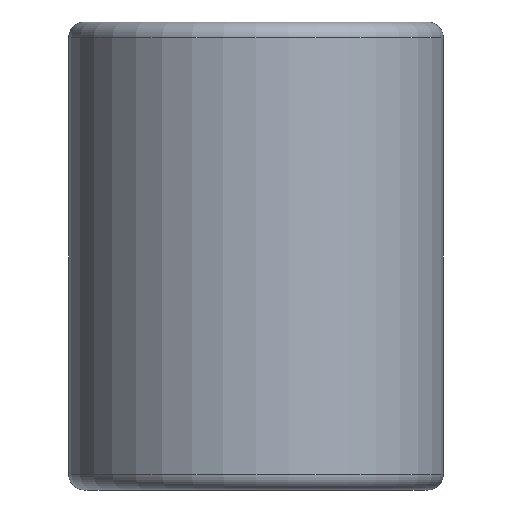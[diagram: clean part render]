
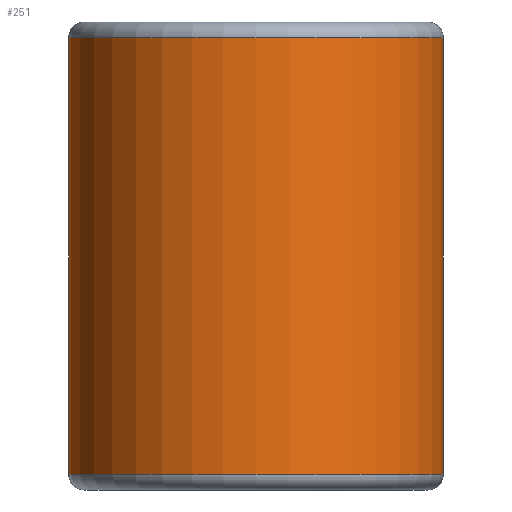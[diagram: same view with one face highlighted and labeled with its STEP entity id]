
A CAD part, front view. The second image highlights one B-rep face of the part: STEP entity #251.
In plain terms, the highlighted cylindrical face has radius 12.012 mm (diameter 24.023 mm), a partial arc.
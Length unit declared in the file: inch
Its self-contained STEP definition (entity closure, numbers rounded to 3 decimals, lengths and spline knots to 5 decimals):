
#4 = CARTESIAN_POINT ( 'NONE',  ( -0.4729, 0., -1.1411 ) ) ;
#25 = DIRECTION ( 'NONE',  ( 1., 0., 0. ) ) ;
#37 = CARTESIAN_POINT ( 'NONE',  ( 0., 0., -1.1411 ) ) ;
#42 = DIRECTION ( 'NONE',  ( 0., 0., 1. ) ) ;
#58 = VECTOR ( 'NONE', #268, 39.37008 ) ;
#59 = DIRECTION ( 'NONE',  ( 0., 0., 1. ) ) ;
#61 = LINE ( 'NONE', #228, #58 ) ;
#65 = CARTESIAN_POINT ( 'NONE',  ( 0., 0., -0.04 ) ) ;
#69 = VECTOR ( 'NONE', #59, 39.37008 ) ;
#72 = CIRCLE ( 'NONE', #91, 0.4729 ) ;
#73 = LINE ( 'NONE', #103, #69 ) ;
#87 = CYLINDRICAL_SURFACE ( 'NONE', #226, 0.4729 ) ;
#91 = AXIS2_PLACEMENT_3D ( 'NONE', #37, #42, #25 ) ;
#92 = FACE_OUTER_BOUND ( 'NONE', #273, .T. ) ;
#103 = CARTESIAN_POINT ( 'NONE',  ( -0.4729, 0., -1.1811 ) ) ;
#114 = CARTESIAN_POINT ( 'NONE',  ( 0., 0., -1.1811 ) ) ;
#119 = CARTESIAN_POINT ( 'NONE',  ( -0.4729, 0., -0.04 ) ) ;
#126 = AXIS2_PLACEMENT_3D ( 'NONE', #65, #238, #155 ) ;
#134 = CIRCLE ( 'NONE', #126, 0.4729 ) ;
#136 = EDGE_CURVE ( 'NONE', #237, #137, #134, .T. ) ;
#137 = VERTEX_POINT ( 'NONE', #119 ) ;
#155 = DIRECTION ( 'NONE',  ( 1., 0., 0. ) ) ;
#169 = DIRECTION ( 'NONE',  ( 1., 0., 0. ) ) ;
#199 = CARTESIAN_POINT ( 'NONE',  ( 0.4729, 0., -0.04 ) ) ;
#214 = DIRECTION ( 'NONE',  ( 0., 0., 1. ) ) ;
#220 = VERTEX_POINT ( 'NONE', #4 ) ;
#223 = CARTESIAN_POINT ( 'NONE',  ( 0.4729, 0., -1.1411 ) ) ;
#226 = AXIS2_PLACEMENT_3D ( 'NONE', #114, #214, #169 ) ;
#228 = CARTESIAN_POINT ( 'NONE',  ( 0.4729, 0., -1.1811 ) ) ;
#229 = ORIENTED_EDGE ( 'NONE', *, *, #136, .T. ) ;
#231 = ORIENTED_EDGE ( 'NONE', *, *, #300, .T. ) ;
#237 = VERTEX_POINT ( 'NONE', #199 ) ;
#238 = DIRECTION ( 'NONE',  ( 0., 0., -1. ) ) ;
#244 = VERTEX_POINT ( 'NONE', #223 ) ;
#251 = ADVANCED_FACE ( 'NONE', ( #92 ), #87, .T. ) ;
#261 = ORIENTED_EDGE ( 'NONE', *, *, #305, .T. ) ;
#268 = DIRECTION ( 'NONE',  ( 0., 0., 1. ) ) ;
#273 = EDGE_LOOP ( 'NONE', ( #279, #261, #231, #229 ) ) ;
#279 = ORIENTED_EDGE ( 'NONE', *, *, #289, .F. ) ;
#289 = EDGE_CURVE ( 'NONE', #220, #137, #73, .T. ) ;
#300 = EDGE_CURVE ( 'NONE', #244, #237, #61, .T. ) ;
#305 = EDGE_CURVE ( 'NONE', #220, #244, #72, .T. ) ;
